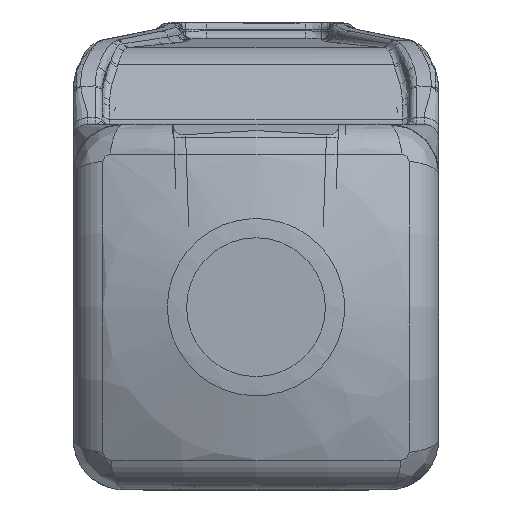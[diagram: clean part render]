
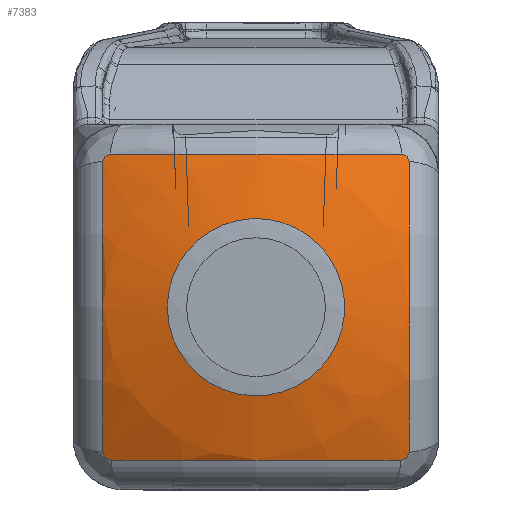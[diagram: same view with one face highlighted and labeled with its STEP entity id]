
A CAD part, front view. The second image highlights one B-rep face of the part: STEP entity #7383.
In plain terms, the highlighted spherical face has radius 8.191 mm.
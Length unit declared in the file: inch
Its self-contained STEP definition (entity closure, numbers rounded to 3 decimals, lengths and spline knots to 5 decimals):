
#6848=SPHERICAL_SURFACE('',#32965,0.3225);
#6851=FACE_BOUND('',#10932,.T.);
#6852=FACE_BOUND('',#10933,.T.);
#7383=ADVANCED_FACE('',(#6851,#6852),#6848,.T.);
#10932=EDGE_LOOP('',(#13865,#13866,#13867,#13868,#13869,#13870,#13871,#13872));
#10933=EDGE_LOOP('',(#13873));
#12343=B_SPLINE_CURVE_WITH_KNOTS('',3,(#43512,#43513,#43514,#43515,#43516,
#43517,#43518,#43519,#43520,#43521,#43522,#43523,#43524,#43525,#43526,#43527),
 .UNSPECIFIED.,.F.,.F.,(4,3,3,3,3,4),(0.,0.20613,0.41319,
0.60914,0.79838,1.),.UNSPECIFIED.);
#12344=B_SPLINE_CURVE_WITH_KNOTS('',3,(#43532,#43533,#43534,#43535,#43536,
#43537,#43538,#43539,#43540,#43541,#43542,#43543,#43544,#43545,#43546,#43547),
 .UNSPECIFIED.,.F.,.F.,(4,3,3,3,3,4),(0.,0.20613,0.41319,
0.60914,0.79838,1.),.UNSPECIFIED.);
#12345=B_SPLINE_CURVE_WITH_KNOTS('',3,(#43551,#43552,#43553,#43554,#43555,
#43556,#43557,#43558,#43559,#43560,#43561,#43562,#43563,#43564,#43565,#43566),
 .UNSPECIFIED.,.F.,.F.,(4,3,3,3,3,4),(0.,0.20784,0.41666,
0.61219,0.80064,1.),.UNSPECIFIED.);
#12346=B_SPLINE_CURVE_WITH_KNOTS('',3,(#43570,#43571,#43572,#43573,#43574,
#43575,#43576,#43577,#43578,#43579,#43580,#43581,#43582,#43583,#43584,#43585),
 .UNSPECIFIED.,.F.,.F.,(4,3,3,3,3,4),(0.,0.20784,0.41666,
0.61219,0.80064,1.),.UNSPECIFIED.);
#13865=ORIENTED_EDGE('',*,*,#23678,.T.);
#13866=ORIENTED_EDGE('',*,*,#23679,.T.);
#13867=ORIENTED_EDGE('',*,*,#23680,.T.);
#13868=ORIENTED_EDGE('',*,*,#23681,.T.);
#13869=ORIENTED_EDGE('',*,*,#23682,.T.);
#13870=ORIENTED_EDGE('',*,*,#23683,.T.);
#13871=ORIENTED_EDGE('',*,*,#23684,.T.);
#13872=ORIENTED_EDGE('',*,*,#23685,.T.);
#13873=ORIENTED_EDGE('',*,*,#23686,.T.);
#21325=VERTEX_POINT('',#43528);
#21326=VERTEX_POINT('',#43529);
#21327=VERTEX_POINT('',#43531);
#21328=VERTEX_POINT('',#43548);
#21329=VERTEX_POINT('',#43550);
#21330=VERTEX_POINT('',#43567);
#21331=VERTEX_POINT('',#43569);
#21332=VERTEX_POINT('',#43586);
#21333=VERTEX_POINT('',#43589);
#23678=EDGE_CURVE('',#21325,#21326,#12343,.T.);
#23679=EDGE_CURVE('',#21326,#21327,#27294,.T.);
#23680=EDGE_CURVE('',#21327,#21328,#12344,.T.);
#23681=EDGE_CURVE('',#21328,#21329,#27295,.T.);
#23682=EDGE_CURVE('',#21329,#21330,#12345,.T.);
#23683=EDGE_CURVE('',#21330,#21331,#27296,.T.);
#23684=EDGE_CURVE('',#21331,#21332,#12346,.T.);
#23685=EDGE_CURVE('',#21332,#21325,#27297,.T.);
#23686=EDGE_CURVE('',#21333,#21333,#27298,.T.);
#27294=CIRCLE('',#32960,0.30502);
#27295=CIRCLE('',#32961,0.30502);
#27296=CIRCLE('',#32962,0.30502);
#27297=CIRCLE('',#32963,0.30502);
#27298=CIRCLE('',#32964,0.06061);
#32960=AXIS2_PLACEMENT_3D('',#43530,#35733,#35734);
#32961=AXIS2_PLACEMENT_3D('',#43549,#35735,#35736);
#32962=AXIS2_PLACEMENT_3D('',#43568,#35737,#35738);
#32963=AXIS2_PLACEMENT_3D('',#43587,#35739,#35740);
#32964=AXIS2_PLACEMENT_3D('',#43588,#35741,#35742);
#32965=AXIS2_PLACEMENT_3D('',#43590,#35743,#35744);
#35733=DIRECTION('',(0.,0.,1.));
#35734=DIRECTION('',(1.,0.,0.));
#35735=DIRECTION('',(-1.,0.,0.));
#35736=DIRECTION('',(0.,0.,1.));
#35737=DIRECTION('',(0.,0.,-1.));
#35738=DIRECTION('',(-1.,0.,0.));
#35739=DIRECTION('',(1.,0.,0.));
#35740=DIRECTION('',(0.,0.,-1.));
#35741=DIRECTION('',(0.,1.,0.));
#35742=DIRECTION('',(-1.,0.,0.));
#35743=DIRECTION('',(0.,-1.,0.));
#35744=DIRECTION('',(1.,0.,0.));
#43512=CARTESIAN_POINT('',(0.20326,-0.15342,-0.12459));
#43513=CARTESIAN_POINT('',(0.20326,-0.15323,-0.12516));
#43514=CARTESIAN_POINT('',(0.20335,-0.15306,-0.12575));
#43515=CARTESIAN_POINT('',(0.20353,-0.15293,-0.12631));
#43516=CARTESIAN_POINT('',(0.20372,-0.1528,-0.12687));
#43517=CARTESIAN_POINT('',(0.204,-0.1527,-0.12742));
#43518=CARTESIAN_POINT('',(0.20437,-0.15266,-0.12791));
#43519=CARTESIAN_POINT('',(0.20471,-0.15262,-0.12837));
#43520=CARTESIAN_POINT('',(0.20514,-0.15263,-0.12878));
#43521=CARTESIAN_POINT('',(0.20561,-0.15268,-0.1291));
#43522=CARTESIAN_POINT('',(0.20606,-0.15272,-0.12942));
#43523=CARTESIAN_POINT('',(0.20657,-0.15281,-0.12967));
#43524=CARTESIAN_POINT('',(0.20708,-0.15293,-0.12984));
#43525=CARTESIAN_POINT('',(0.20763,-0.15306,-0.13001));
#43526=CARTESIAN_POINT('',(0.20821,-0.15323,-0.1301));
#43527=CARTESIAN_POINT('',(0.20877,-0.15342,-0.1301));
#43528=CARTESIAN_POINT('',(0.20326,-0.15342,-0.12459));
#43529=CARTESIAN_POINT('',(0.20877,-0.15342,-0.1301));
#43530=CARTESIAN_POINT('',(0.308,0.135,-0.1301));
#43531=CARTESIAN_POINT('',(0.40723,-0.15342,-0.1301));
#43532=CARTESIAN_POINT('',(0.40723,-0.15342,-0.1301));
#43533=CARTESIAN_POINT('',(0.4078,-0.15323,-0.1301));
#43534=CARTESIAN_POINT('',(0.40839,-0.15306,-0.13001));
#43535=CARTESIAN_POINT('',(0.40895,-0.15293,-0.12983));
#43536=CARTESIAN_POINT('',(0.40952,-0.1528,-0.12964));
#43537=CARTESIAN_POINT('',(0.41007,-0.1527,-0.12936));
#43538=CARTESIAN_POINT('',(0.41055,-0.15266,-0.12899));
#43539=CARTESIAN_POINT('',(0.41101,-0.15262,-0.12865));
#43540=CARTESIAN_POINT('',(0.41142,-0.15263,-0.12822));
#43541=CARTESIAN_POINT('',(0.41175,-0.15268,-0.12775));
#43542=CARTESIAN_POINT('',(0.41206,-0.15272,-0.1273));
#43543=CARTESIAN_POINT('',(0.41231,-0.15281,-0.12679));
#43544=CARTESIAN_POINT('',(0.41248,-0.15293,-0.12628));
#43545=CARTESIAN_POINT('',(0.41266,-0.15306,-0.12573));
#43546=CARTESIAN_POINT('',(0.41274,-0.15323,-0.12515));
#43547=CARTESIAN_POINT('',(0.41274,-0.15342,-0.12459));
#43548=CARTESIAN_POINT('',(0.41274,-0.15342,-0.12459));
#43549=CARTESIAN_POINT('',(0.41274,0.135,-0.02536));
#43550=CARTESIAN_POINT('',(0.41274,-0.15326,0.07435));
#43551=CARTESIAN_POINT('',(0.41274,-0.15326,0.07435));
#43552=CARTESIAN_POINT('',(0.41274,-0.15308,0.07488));
#43553=CARTESIAN_POINT('',(0.41266,-0.15292,0.07542));
#43554=CARTESIAN_POINT('',(0.41249,-0.1528,0.07594));
#43555=CARTESIAN_POINT('',(0.41232,-0.15268,0.07646));
#43556=CARTESIAN_POINT('',(0.41205,-0.15259,0.07696));
#43557=CARTESIAN_POINT('',(0.41171,-0.15256,0.07741));
#43558=CARTESIAN_POINT('',(0.4114,-0.15252,0.07782));
#43559=CARTESIAN_POINT('',(0.41101,-0.15253,0.07819));
#43560=CARTESIAN_POINT('',(0.41058,-0.15257,0.07849));
#43561=CARTESIAN_POINT('',(0.41017,-0.15262,0.07878));
#43562=CARTESIAN_POINT('',(0.40971,-0.1527,0.079));
#43563=CARTESIAN_POINT('',(0.40924,-0.15281,0.07915));
#43564=CARTESIAN_POINT('',(0.40874,-0.15293,0.07931));
#43565=CARTESIAN_POINT('',(0.40822,-0.15308,0.07939));
#43566=CARTESIAN_POINT('',(0.40771,-0.15326,0.07939));
#43567=CARTESIAN_POINT('',(0.40771,-0.15326,0.07939));
#43568=CARTESIAN_POINT('',(0.308,0.135,0.07939));
#43569=CARTESIAN_POINT('',(0.20829,-0.15326,0.07939));
#43570=CARTESIAN_POINT('',(0.20829,-0.15326,0.07939));
#43571=CARTESIAN_POINT('',(0.20776,-0.15308,0.07939));
#43572=CARTESIAN_POINT('',(0.20722,-0.15292,0.0793));
#43573=CARTESIAN_POINT('',(0.2067,-0.1528,0.07913));
#43574=CARTESIAN_POINT('',(0.20618,-0.15268,0.07896));
#43575=CARTESIAN_POINT('',(0.20568,-0.15259,0.07869));
#43576=CARTESIAN_POINT('',(0.20524,-0.15256,0.07836));
#43577=CARTESIAN_POINT('',(0.20482,-0.15252,0.07804));
#43578=CARTESIAN_POINT('',(0.20445,-0.15253,0.07765));
#43579=CARTESIAN_POINT('',(0.20415,-0.15257,0.07722));
#43580=CARTESIAN_POINT('',(0.20386,-0.15262,0.07681));
#43581=CARTESIAN_POINT('',(0.20364,-0.1527,0.07635));
#43582=CARTESIAN_POINT('',(0.20349,-0.15281,0.07588));
#43583=CARTESIAN_POINT('',(0.20333,-0.15293,0.07538));
#43584=CARTESIAN_POINT('',(0.20326,-0.15308,0.07486));
#43585=CARTESIAN_POINT('',(0.20326,-0.15326,0.07435));
#43586=CARTESIAN_POINT('',(0.20326,-0.15326,0.07435));
#43587=CARTESIAN_POINT('',(0.20326,0.135,-0.02536));
#43588=CARTESIAN_POINT('',(0.308,-0.18175,-0.02536));
#43589=CARTESIAN_POINT('',(0.24739,-0.18175,-0.02536));
#43590=CARTESIAN_POINT('',(0.308,0.135,-0.02536));
